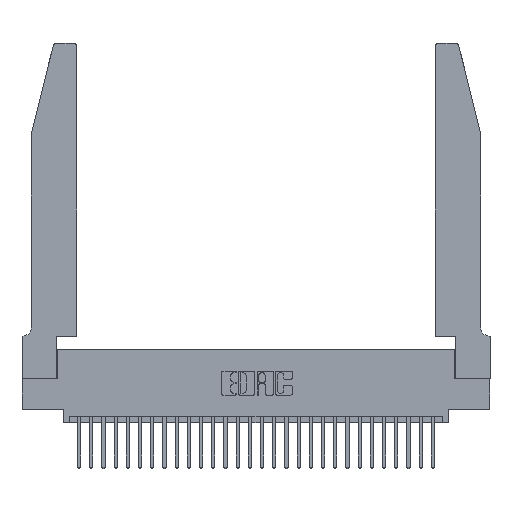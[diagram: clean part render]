
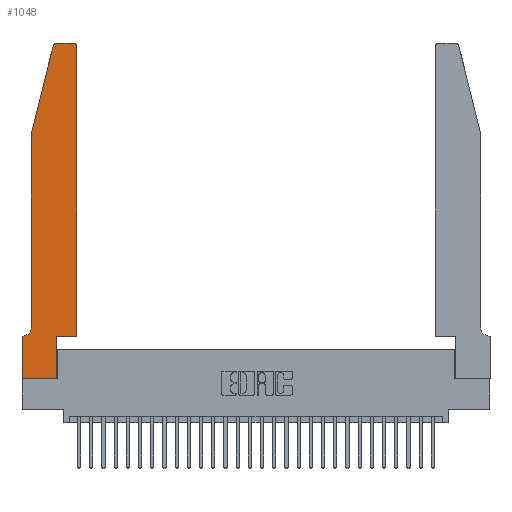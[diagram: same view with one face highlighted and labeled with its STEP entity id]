
A CAD part, top view. The second image highlights one B-rep face of the part: STEP entity #1048.
In plain terms, the highlighted planar face has unit normal (0, 0, 1).
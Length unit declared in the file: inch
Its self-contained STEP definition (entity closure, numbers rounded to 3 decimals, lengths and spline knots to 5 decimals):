
#158 = ORIENTED_EDGE ( 'NONE', *, *, #21527, .T. ) ;
#699 = EDGE_CURVE ( 'NONE', #22098, #6566, #28221, .T. ) ;
#797 = VERTEX_POINT ( 'NONE', #7585 ) ;
#885 = DIRECTION ( 'NONE',  ( -0.239, -0.971, 0. ) ) ;
#1011 = CARTESIAN_POINT ( 'NONE',  ( 0., 0., 0.37 ) ) ;
#1048 = ADVANCED_FACE ( 'NONE', ( #12626 ), #21243, .T. ) ;
#1642 = EDGE_CURVE ( 'NONE', #17068, #16749, #7485, .T. ) ;
#1659 = DIRECTION ( 'NONE',  ( 0., -1., 0. ) ) ;
#2702 = EDGE_LOOP ( 'NONE', ( #29449, #12714, #6209, #12036, #13975, #158, #20384, #21483, #3987, #15059, #16804, #8550 ) ) ;
#2959 = VERTEX_POINT ( 'NONE', #26639 ) ;
#3118 = CARTESIAN_POINT ( 'NONE',  ( 0.284, 2.75, 0.37 ) ) ;
#3659 = VECTOR ( 'NONE', #7580, 39.37008 ) ;
#3987 = ORIENTED_EDGE ( 'NONE', *, *, #699, .T. ) ;
#4036 = AXIS2_PLACEMENT_3D ( 'NONE', #16052, #12998, #23165 ) ;
#4346 = VERTEX_POINT ( 'NONE', #28838 ) ;
#4514 = CARTESIAN_POINT ( 'NONE',  ( 0.0755, 2., 0.37 ) ) ;
#4805 = DIRECTION ( 'NONE',  ( 1., 0., 0. ) ) ;
#4984 = VECTOR ( 'NONE', #1659, 39.37008 ) ;
#5703 = EDGE_CURVE ( 'NONE', #21615, #22098, #9411, .T. ) ;
#6209 = ORIENTED_EDGE ( 'NONE', *, *, #1642, .T. ) ;
#6396 = VECTOR ( 'NONE', #885, 39.37008 ) ;
#6566 = VERTEX_POINT ( 'NONE', #18598 ) ;
#6576 = CARTESIAN_POINT ( 'NONE',  ( 0., 0., 0.37 ) ) ;
#6630 = LINE ( 'NONE', #4514, #3659 ) ;
#7056 = CIRCLE ( 'NONE', #23596, 0.03 ) ;
#7128 = DIRECTION ( 'NONE',  ( 0., 1., 0. ) ) ;
#7325 = VERTEX_POINT ( 'NONE', #15622 ) ;
#7483 = DIRECTION ( 'NONE',  ( -1., 0., 0. ) ) ;
#7485 = LINE ( 'NONE', #18899, #6396 ) ;
#7573 = VECTOR ( 'NONE', #7128, 39.37008 ) ;
#7580 = DIRECTION ( 'NONE',  ( 0., -1., 0. ) ) ;
#7585 = CARTESIAN_POINT ( 'NONE',  ( 0.4205, 2.75, 0.37 ) ) ;
#7983 = LINE ( 'NONE', #10973, #17434 ) ;
#8550 = ORIENTED_EDGE ( 'NONE', *, *, #18487, .T. ) ;
#9027 = CIRCLE ( 'NONE', #4036, 0.03 ) ;
#9370 = LINE ( 'NONE', #25819, #19585 ) ;
#9411 = LINE ( 'NONE', #25643, #28672 ) ;
#10355 = CARTESIAN_POINT ( 'NONE',  ( 0.4205, 2.72, 0.37 ) ) ;
#10668 = DIRECTION ( 'NONE',  ( 1., 0., 0. ) ) ;
#10708 = AXIS2_PLACEMENT_3D ( 'NONE', #16583, #18638, #16192 ) ;
#10973 = CARTESIAN_POINT ( 'NONE',  ( 0.4505, 0.35, 0.37 ) ) ;
#11400 = EDGE_CURVE ( 'NONE', #797, #27470, #20614, .T. ) ;
#12036 = ORIENTED_EDGE ( 'NONE', *, *, #14450, .T. ) ;
#12626 = FACE_OUTER_BOUND ( 'NONE', #2702, .T. ) ;
#12664 = LINE ( 'NONE', #26114, #7573 ) ;
#12714 = ORIENTED_EDGE ( 'NONE', *, *, #26042, .T. ) ;
#12733 = DIRECTION ( 'NONE',  ( 0., 0., 1. ) ) ;
#12998 = DIRECTION ( 'NONE',  ( 0., 0., 1. ) ) ;
#13975 = ORIENTED_EDGE ( 'NONE', *, *, #15685, .T. ) ;
#14450 = EDGE_CURVE ( 'NONE', #16749, #2959, #6630, .T. ) ;
#15059 = ORIENTED_EDGE ( 'NONE', *, *, #25438, .T. ) ;
#15622 = CARTESIAN_POINT ( 'NONE',  ( 0.4505, 0.35, 0.37 ) ) ;
#15685 = EDGE_CURVE ( 'NONE', #2959, #18607, #20705, .T. ) ;
#16052 = CARTESIAN_POINT ( 'NONE',  ( 0.284, 2.72, 0.37 ) ) ;
#16129 = EDGE_CURVE ( 'NONE', #7325, #4346, #12664, .T. ) ;
#16192 = DIRECTION ( 'NONE',  ( 1., 0., 0. ) ) ;
#16583 = CARTESIAN_POINT ( 'NONE',  ( 0., 0.35, 0.37 ) ) ;
#16600 = VECTOR ( 'NONE', #7483, 39.37008 ) ;
#16749 = VERTEX_POINT ( 'NONE', #24455 ) ;
#16804 = ORIENTED_EDGE ( 'NONE', *, *, #16129, .T. ) ;
#17068 = VERTEX_POINT ( 'NONE', #28188 ) ;
#17434 = VECTOR ( 'NONE', #10668, 39.37008 ) ;
#18487 = EDGE_CURVE ( 'NONE', #4346, #797, #7056, .T. ) ;
#18598 = CARTESIAN_POINT ( 'NONE',  ( 0.2865, 0.35, 0.37 ) ) ;
#18607 = VERTEX_POINT ( 'NONE', #25909 ) ;
#18638 = DIRECTION ( 'NONE',  ( 0., 0., 1. ) ) ;
#18899 = CARTESIAN_POINT ( 'NONE',  ( 0.0755, 2., 0.37 ) ) ;
#19163 = CARTESIAN_POINT ( 'NONE',  ( 0.2605, 2.75, 0.37 ) ) ;
#19585 = VECTOR ( 'NONE', #28029, 39.37008 ) ;
#20384 = ORIENTED_EDGE ( 'NONE', *, *, #26409, .T. ) ;
#20614 = LINE ( 'NONE', #19163, #16600 ) ;
#20705 = CIRCLE ( 'NONE', #26664, 0.07 ) ;
#20733 = DIRECTION ( 'NONE',  ( -1., 0., 0. ) ) ;
#21243 = PLANE ( 'NONE',  #10708 ) ;
#21483 = ORIENTED_EDGE ( 'NONE', *, *, #5703, .T. ) ;
#21527 = EDGE_CURVE ( 'NONE', #18607, #25935, #9370, .T. ) ;
#21615 = VERTEX_POINT ( 'NONE', #1011 ) ;
#22098 = VERTEX_POINT ( 'NONE', #28263 ) ;
#23165 = DIRECTION ( 'NONE',  ( 1., 0., 0. ) ) ;
#23596 = AXIS2_PLACEMENT_3D ( 'NONE', #10355, #12733, #28943 ) ;
#23893 = VECTOR ( 'NONE', #29807, 39.37008 ) ;
#24455 = CARTESIAN_POINT ( 'NONE',  ( 0.0755, 2., 0.37 ) ) ;
#25189 = CARTESIAN_POINT ( 'NONE',  ( 0.0055, 0.42, 0.37 ) ) ;
#25438 = EDGE_CURVE ( 'NONE', #6566, #7325, #7983, .T. ) ;
#25643 = CARTESIAN_POINT ( 'NONE',  ( 0., 0., 0.37 ) ) ;
#25819 = CARTESIAN_POINT ( 'NONE',  ( 0.0755, 0.35, 0.37 ) ) ;
#25909 = CARTESIAN_POINT ( 'NONE',  ( 0.0055, 0.35, 0.37 ) ) ;
#25935 = VERTEX_POINT ( 'NONE', #28915 ) ;
#26042 = EDGE_CURVE ( 'NONE', #27470, #17068, #9027, .T. ) ;
#26114 = CARTESIAN_POINT ( 'NONE',  ( 0.4505, 0.35, 0.37 ) ) ;
#26409 = EDGE_CURVE ( 'NONE', #25935, #21615, #27886, .T. ) ;
#26529 = CARTESIAN_POINT ( 'NONE',  ( 0.2865, 0.35, 0.37 ) ) ;
#26639 = CARTESIAN_POINT ( 'NONE',  ( 0.0755, 0.42, 0.37 ) ) ;
#26664 = AXIS2_PLACEMENT_3D ( 'NONE', #25189, #27588, #20733 ) ;
#27470 = VERTEX_POINT ( 'NONE', #3118 ) ;
#27588 = DIRECTION ( 'NONE',  ( 0., 0., -1. ) ) ;
#27886 = LINE ( 'NONE', #6576, #4984 ) ;
#28029 = DIRECTION ( 'NONE',  ( -1., 0., 0. ) ) ;
#28188 = CARTESIAN_POINT ( 'NONE',  ( 0.25487, 2.72718, 0.37 ) ) ;
#28221 = LINE ( 'NONE', #26529, #23893 ) ;
#28263 = CARTESIAN_POINT ( 'NONE',  ( 0.2865, 0., 0.37 ) ) ;
#28672 = VECTOR ( 'NONE', #4805, 39.37008 ) ;
#28838 = CARTESIAN_POINT ( 'NONE',  ( 0.4505, 2.72, 0.37 ) ) ;
#28915 = CARTESIAN_POINT ( 'NONE',  ( 0., 0.35, 0.37 ) ) ;
#28943 = DIRECTION ( 'NONE',  ( 1., 0., 0. ) ) ;
#29449 = ORIENTED_EDGE ( 'NONE', *, *, #11400, .T. ) ;
#29807 = DIRECTION ( 'NONE',  ( 0., 1., 0. ) ) ;
